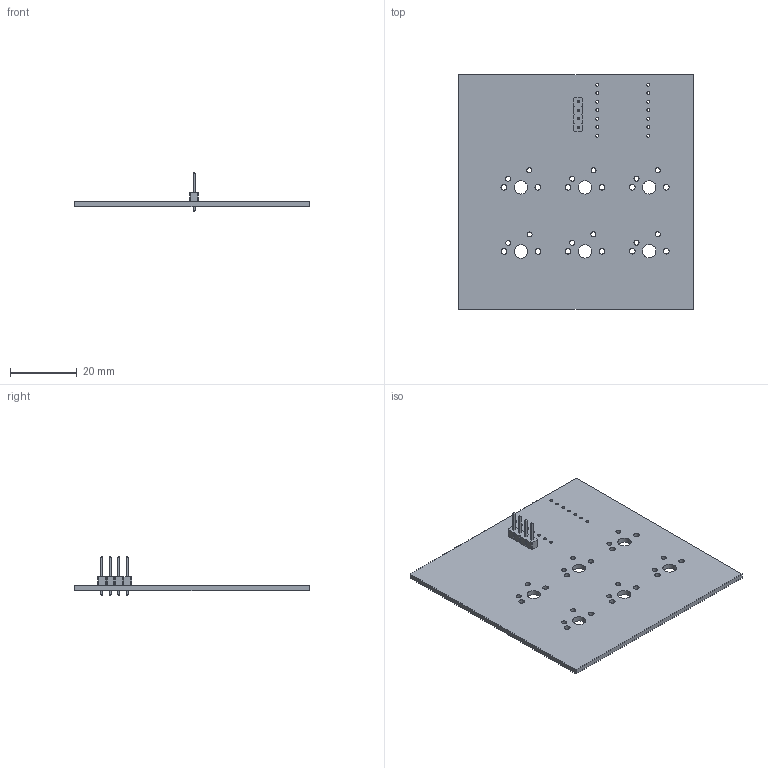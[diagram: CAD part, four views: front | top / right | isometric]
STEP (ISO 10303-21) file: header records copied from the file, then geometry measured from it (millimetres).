
FILE_DESCRIPTION(('KiCad electronic assembly'),'2;1');
FILE_NAME('macropad.step','2025-12-22T19:44:29',('Pcbnew'),('Kicad'), 'Open CASCADE STEP processor 7.9','KiCad to STEP converter','Unknown' );
FILE_SCHEMA(('AUTOMOTIVE_DESIGN { 1 0 10303 214 1 1 1 1 }'));
Length unit declared in the file: millimetre
Products named in the file (3): macropad 1; PinHeader_1x04_P2.54mm_Vertical; macropad_PCB
Assembly tree (2 placements, depth 2):
  macropad 1
    PinHeader_1x04_P2.54mm_Vertical
    macropad_PCB
Bounding box: 70.2 x 70.2 x 11.54 mm (x, y, z)
Volume: 7315.2 mm3; surface area: 10589.5 mm2
Topology: 2 solids, 2 shells, 154 faces, 394 edges, 252 vertices
Faces by surface type: plane 106, cylinder 48
Full cylindrical faces by diameter (mm): 0.889 x14, 1 x4, 1.5 x12, 1.7 x12, 4 x6
Entity records: 5566 total; most frequent: DIRECTION 804, CARTESIAN_POINT 803, ORIENTED_EDGE 788, EDGE_CURVE 394, LINE 298, VECTOR 298, FACE_BOUND 258, EDGE_LOOP 258
